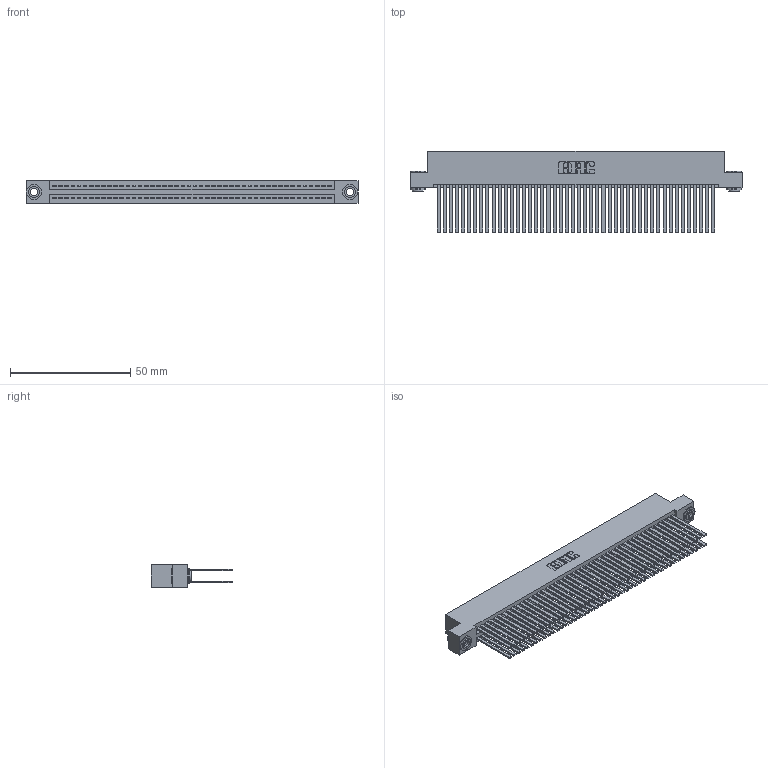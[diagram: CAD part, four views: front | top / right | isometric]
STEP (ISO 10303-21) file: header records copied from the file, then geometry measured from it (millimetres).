
FILE_DESCRIPTION (( 'STEP AP203' ), '1' );
FILE_NAME ('395-092-544-203.STEP', '2018-11-29T08:19:56', ( '' ), ( '' ), 'SwSTEP 2.0', 'SolidWorks 2016', '' );
FILE_SCHEMA (( 'CONFIG_CONTROL_DESIGN' ));
Length unit declared in the file: inch
Products named in the file (4): 345-292-001_345-293-144; 395-092-544-203; 345-250-002_345-250-002-102; 345 Part_Flush Mounting Lugs - 0.156 Dia-TH
Assembly tree (95 placements, depth 2):
  395-092-544-203
    345 Part_Flush Mounting Lugs - 0.156 Dia-TH
    345-292-001_345-293-144  x92
    345-250-002_345-250-002-102  x2
Bounding box: 138.05 x 33.96 x 9.4 mm (x, y, z)
Volume: 14756.4 mm3; surface area: 25874.7 mm2
Topology: 95 solids, 95 shells, 4212 faces, 12469 edges, 8186 vertices
Faces by surface type: plane 2758, cylinder 1446, cone 8
Entity records: 36020 total; most frequent: CARTESIAN_POINT 6007, ORIENTED_EDGE 5934, DIRECTION 5321, EDGE_CURVE 2967, VECTOR 2631, LINE 2631, VERTEX_POINT 1974, AXIS2_PLACEMENT_3D 1345
